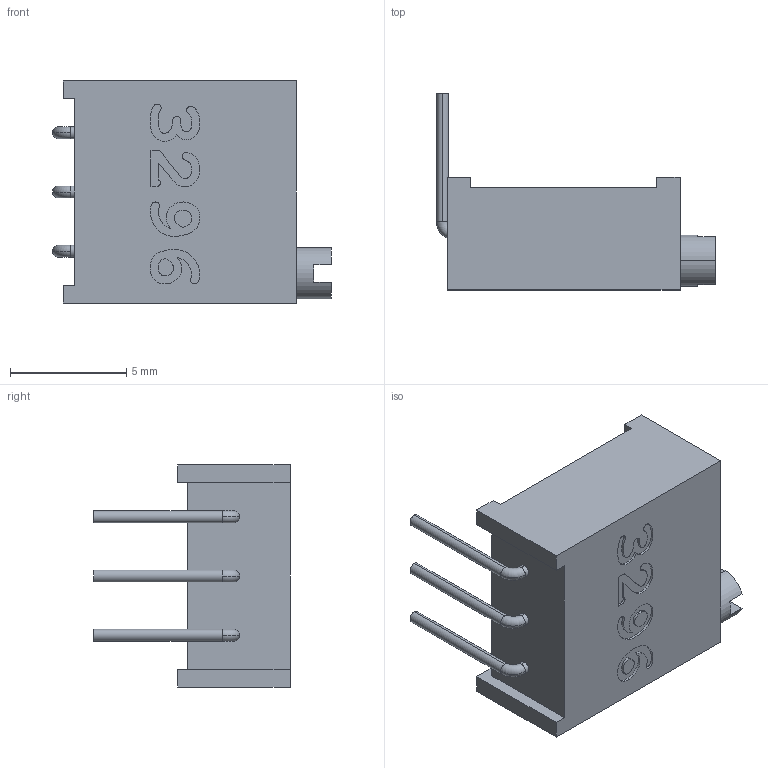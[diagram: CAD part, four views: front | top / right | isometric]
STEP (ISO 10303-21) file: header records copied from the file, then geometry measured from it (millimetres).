
FILE_DESCRIPTION (( 'STEP AP214' ), '1' );
FILE_NAME ('POD_3296_v2.STEP', '2019-11-13T22:16:26', ( '' ), ( '' ), 'SwSTEP 2.0', 'SolidWorks 2017', '' );
FILE_SCHEMA (( 'AUTOMOTIVE_DESIGN' ));
Length unit declared in the file: millimetre
Products named in the file (2): POD_3296_v2
Bounding box: 11.97 x 8.42 x 9.53 mm (x, y, z)
Volume: 410.9 mm3; surface area: 412.6 mm2
Topology: 1 solids, 1 shells, 128 faces, 348 edges, 232 vertices
Faces by surface type: bspline 70, plane 38, cylinder 14, torus 6
Entity records: 7904 total; most frequent: CARTESIAN_POINT 3876, ORIENTED_EDGE 696, DIRECTION 378, EDGE_CURVE 348, VERTEX_POINT 232, VECTOR 158, LINE 158, B_SPLINE_CURVE_WITH_KNOTS 140
